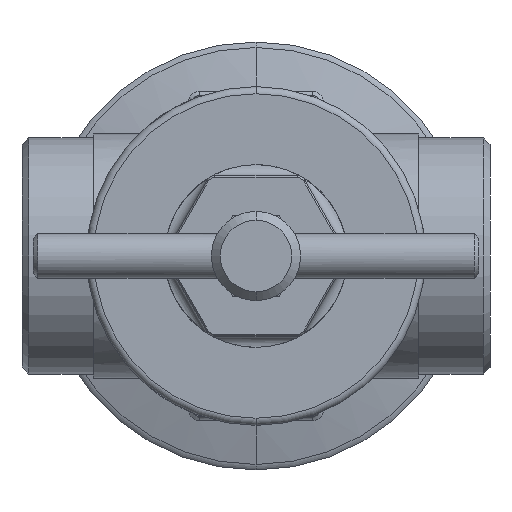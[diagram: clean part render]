
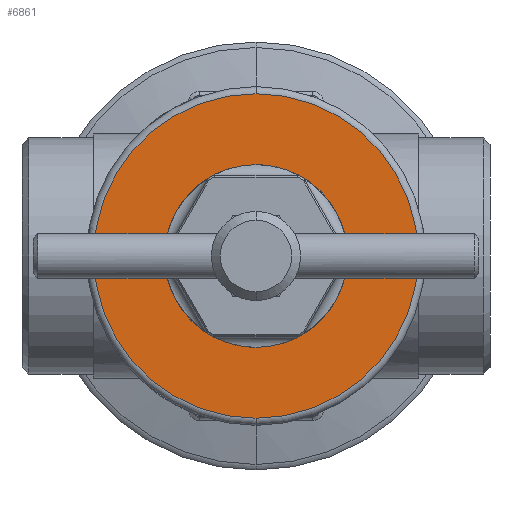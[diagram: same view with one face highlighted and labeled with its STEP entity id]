
A CAD part, front view. The second image highlights one B-rep face of the part: STEP entity #6861.
In plain terms, the highlighted planar face has unit normal (0, -1, 0).
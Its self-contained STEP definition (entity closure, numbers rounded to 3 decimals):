
#547 = EDGE_CURVE ( 'NONE', #11885, #6087, #10735, .T. ) ;
#783 = EDGE_CURVE ( 'NONE', #6087, #11885, #3887, .T. ) ;
#873 = CARTESIAN_POINT ( 'NONE',  ( 0., -215.5, 0. ) ) ;
#1161 = CARTESIAN_POINT ( 'NONE',  ( -36.4, -215.5, 0. ) ) ;
#1578 = CARTESIAN_POINT ( 'NONE',  ( 0., -215.5, 0. ) ) ;
#1793 = CARTESIAN_POINT ( 'NONE',  ( 0., -215.5, 20.5 ) ) ;
#1906 = CIRCLE ( 'NONE', #6313, 36.4 ) ;
#2725 = DIRECTION ( 'NONE',  ( 0., 1., 0. ) ) ;
#2918 = FACE_BOUND ( 'NONE', #4527, .T. ) ;
#3887 = CIRCLE ( 'NONE', #10818, 20.5 ) ;
#4450 = VERTEX_POINT ( 'NONE', #16209 ) ;
#4527 = EDGE_LOOP ( 'NONE', ( #14111, #7079 ) ) ;
#4824 = DIRECTION ( 'NONE',  ( 0., -1., 0. ) ) ;
#4921 = ORIENTED_EDGE ( 'NONE', *, *, #15576, .T. ) ;
#5274 = CARTESIAN_POINT ( 'NONE',  ( 0., -215.5, 0. ) ) ;
#6087 = VERTEX_POINT ( 'NONE', #1793 ) ;
#6243 = FACE_OUTER_BOUND ( 'NONE', #15986, .T. ) ;
#6313 = AXIS2_PLACEMENT_3D ( 'NONE', #5274, #10460, #7849 ) ;
#6473 = AXIS2_PLACEMENT_3D ( 'NONE', #1578, #15685, #14632 ) ;
#6671 = DIRECTION ( 'NONE',  ( 0., 0., -1. ) ) ;
#6834 = EDGE_CURVE ( 'NONE', #11248, #4450, #11622, .T. ) ;
#6861 = ADVANCED_FACE ( 'NONE', ( #2918, #6243 ), #14557, .F. ) ;
#7079 = ORIENTED_EDGE ( 'NONE', *, *, #783, .F. ) ;
#7849 = DIRECTION ( 'NONE',  ( 0., 0., -1. ) ) ;
#7960 = ORIENTED_EDGE ( 'NONE', *, *, #6834, .T. ) ;
#9267 = DIRECTION ( 'NONE',  ( 0., -1., 0. ) ) ;
#9557 = CARTESIAN_POINT ( 'NONE',  ( 0., -215.5, -20.5 ) ) ;
#10460 = DIRECTION ( 'NONE',  ( 0., -1., 0. ) ) ;
#10735 = CIRCLE ( 'NONE', #6473, 20.5 ) ;
#10818 = AXIS2_PLACEMENT_3D ( 'NONE', #873, #4824, #16605 ) ;
#11248 = VERTEX_POINT ( 'NONE', #16811 ) ;
#11622 = CIRCLE ( 'NONE', #15944, 36.4 ) ;
#11885 = VERTEX_POINT ( 'NONE', #9557 ) ;
#12416 = AXIS2_PLACEMENT_3D ( 'NONE', #1161, #2725, #14729 ) ;
#14111 = ORIENTED_EDGE ( 'NONE', *, *, #547, .F. ) ;
#14557 = PLANE ( 'NONE',  #12416 ) ;
#14632 = DIRECTION ( 'NONE',  ( 0., 0., -1. ) ) ;
#14729 = DIRECTION ( 'NONE',  ( 0., 0., 1. ) ) ;
#15576 = EDGE_CURVE ( 'NONE', #4450, #11248, #1906, .T. ) ;
#15685 = DIRECTION ( 'NONE',  ( 0., -1., 0. ) ) ;
#15832 = CARTESIAN_POINT ( 'NONE',  ( 0., -215.5, 0. ) ) ;
#15944 = AXIS2_PLACEMENT_3D ( 'NONE', #15832, #9267, #6671 ) ;
#15986 = EDGE_LOOP ( 'NONE', ( #4921, #7960 ) ) ;
#16209 = CARTESIAN_POINT ( 'NONE',  ( 0., -215.5, -36.4 ) ) ;
#16605 = DIRECTION ( 'NONE',  ( 0., 0., -1. ) ) ;
#16811 = CARTESIAN_POINT ( 'NONE',  ( 0., -215.5, 36.4 ) ) ;
